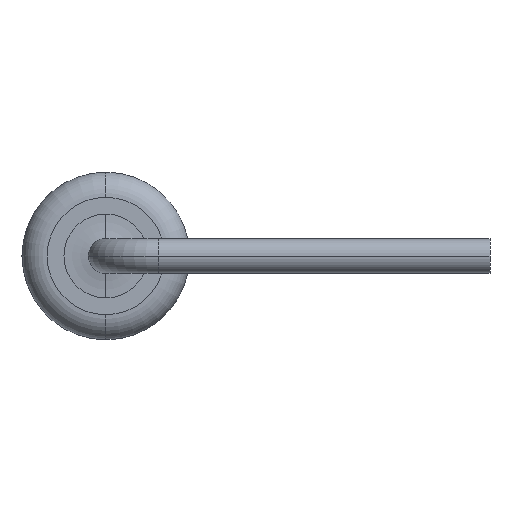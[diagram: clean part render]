
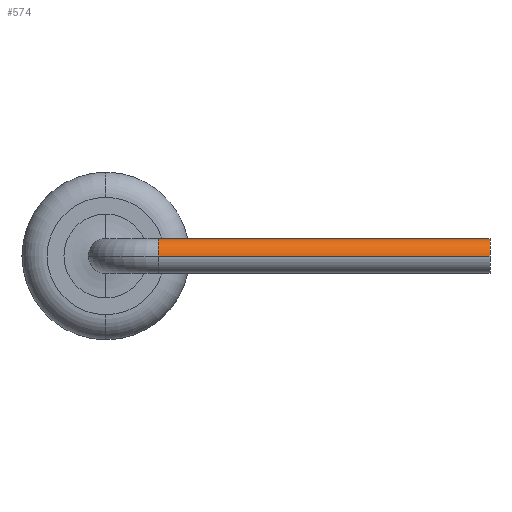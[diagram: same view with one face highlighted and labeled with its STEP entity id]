
A CAD part, left-side view. The second image highlights one B-rep face of the part: STEP entity #574.
In plain terms, the highlighted cylindrical face has radius 0.25 mm (diameter 0.5 mm), a partial arc.
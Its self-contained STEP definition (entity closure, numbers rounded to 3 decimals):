
#145 = VERTEX_POINT ( 'NONE', #1787 ) ;
#235 = EDGE_CURVE ( 'NONE', #1767, #501, #841, .T. ) ;
#252 = CARTESIAN_POINT ( 'NONE',  ( -7.62, -5.5, 0. ) ) ;
#288 = DIRECTION ( 'NONE',  ( 1., 0., 0. ) ) ;
#360 = CIRCLE ( 'NONE', #748, 0.25 ) ;
#370 = AXIS2_PLACEMENT_3D ( 'NONE', #2206, #2229, #1169 ) ;
#378 = CARTESIAN_POINT ( 'NONE',  ( -7.87, -0.75, 0. ) ) ;
#493 = AXIS2_PLACEMENT_3D ( 'NONE', #252, #608, #288 ) ;
#501 = VERTEX_POINT ( 'NONE', #552 ) ;
#522 = ORIENTED_EDGE ( 'NONE', *, *, #1097, .T. ) ;
#538 = DIRECTION ( 'NONE',  ( 0., -1., 0. ) ) ;
#552 = CARTESIAN_POINT ( 'NONE',  ( -7.87, -5.5, 0. ) ) ;
#574 = ADVANCED_FACE ( 'NONE', ( #2193 ), #1839, .T. ) ;
#608 = DIRECTION ( 'NONE',  ( 0., -1., 0. ) ) ;
#650 = DIRECTION ( 'NONE',  ( 0., -1., 0. ) ) ;
#675 = CARTESIAN_POINT ( 'NONE',  ( -7.37, -0.75, 0. ) ) ;
#748 = AXIS2_PLACEMENT_3D ( 'NONE', #1222, #538, #1411 ) ;
#841 = CIRCLE ( 'NONE', #493, 0.25 ) ;
#1096 = ORIENTED_EDGE ( 'NONE', *, *, #1909, .T. ) ;
#1097 = EDGE_CURVE ( 'NONE', #1502, #145, #360, .T. ) ;
#1169 = DIRECTION ( 'NONE',  ( 1., 0., 0. ) ) ;
#1186 = CARTESIAN_POINT ( 'NONE',  ( -7.37, -0.75, 0. ) ) ;
#1222 = CARTESIAN_POINT ( 'NONE',  ( -7.62, -0.75, 0. ) ) ;
#1233 = VECTOR ( 'NONE', #1241, 1000. ) ;
#1241 = DIRECTION ( 'NONE',  ( 0., -1., 0. ) ) ;
#1411 = DIRECTION ( 'NONE',  ( 1., 0., 0. ) ) ;
#1502 = VERTEX_POINT ( 'NONE', #675 ) ;
#1761 = EDGE_CURVE ( 'NONE', #1502, #1767, #2179, .T. ) ;
#1767 = VERTEX_POINT ( 'NONE', #2021 ) ;
#1787 = CARTESIAN_POINT ( 'NONE',  ( -7.87, -0.75, 0. ) ) ;
#1839 = CYLINDRICAL_SURFACE ( 'NONE', #370, 0.25 ) ;
#1909 = EDGE_CURVE ( 'NONE', #145, #501, #1957, .T. ) ;
#1948 = EDGE_LOOP ( 'NONE', ( #522, #1096, #2081, #2115 ) ) ;
#1957 = LINE ( 'NONE', #378, #1233 ) ;
#2021 = CARTESIAN_POINT ( 'NONE',  ( -7.37, -5.5, 0. ) ) ;
#2081 = ORIENTED_EDGE ( 'NONE', *, *, #235, .F. ) ;
#2115 = ORIENTED_EDGE ( 'NONE', *, *, #1761, .F. ) ;
#2179 = LINE ( 'NONE', #1186, #2212 ) ;
#2193 = FACE_OUTER_BOUND ( 'NONE', #1948, .T. ) ;
#2206 = CARTESIAN_POINT ( 'NONE',  ( -7.62, -0.75, 0. ) ) ;
#2212 = VECTOR ( 'NONE', #650, 1000. ) ;
#2229 = DIRECTION ( 'NONE',  ( 0., -1., 0. ) ) ;
